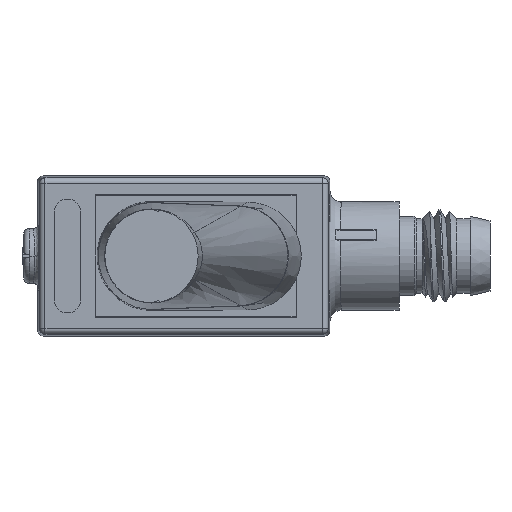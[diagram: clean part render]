
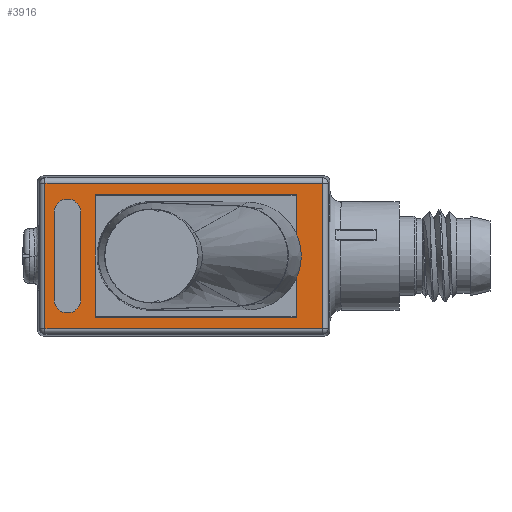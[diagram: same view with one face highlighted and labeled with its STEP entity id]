
A CAD part, left-side view. The second image highlights one B-rep face of the part: STEP entity #3916.
In plain terms, the highlighted planar face has unit normal (-1, 0, 0).
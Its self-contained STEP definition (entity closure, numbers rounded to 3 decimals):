
#204=CARTESIAN_POINT('',(-8.95,-22.5,1.9));
#205=CARTESIAN_POINT('',(-8.95,-22.548,1.792));
#206=CARTESIAN_POINT('',(-8.95,-22.636,1.572));
#207=CARTESIAN_POINT('',(-8.95,-22.743,1.232));
#208=CARTESIAN_POINT('',(-8.95,-22.824,0.884));
#209=CARTESIAN_POINT('',(-8.95,-22.878,0.532));
#210=CARTESIAN_POINT('',(-8.95,-22.905,0.177));
#211=CARTESIAN_POINT('',(-8.95,-22.905,-0.177));
#212=CARTESIAN_POINT('',(-8.95,-22.878,-0.532));
#213=CARTESIAN_POINT('',(-8.95,-22.824,-0.884));
#214=CARTESIAN_POINT('',(-8.95,-22.743,-1.232));
#215=CARTESIAN_POINT('',(-8.95,-22.636,-1.572));
#216=CARTESIAN_POINT('',(-8.95,-22.548,-1.792));
#217=CARTESIAN_POINT('',(-8.95,-22.5,-1.9));
#301=CARTESIAN_POINT('',(-8.95,-2.6,-3.8));
#302=DIRECTION('',(-1.,0.,0.));
#303=DIRECTION('',(0.,1.,0.));
#304=AXIS2_PLACEMENT_3D('',#301,#302,#303);
#306=CARTESIAN_POINT('',(-8.95,-2.6,-3.8));
#307=DIRECTION('',(-1.,0.,0.));
#308=DIRECTION('',(0.,0.,-1.));
#309=AXIS2_PLACEMENT_3D('',#306,#307,#308);
#311=CARTESIAN_POINT('',(-8.95,-2.6,3.8));
#312=DIRECTION('',(-1.,0.,0.));
#313=DIRECTION('',(0.,-1.,0.));
#314=AXIS2_PLACEMENT_3D('',#311,#312,#313);
#316=CARTESIAN_POINT('',(-8.95,-2.6,3.8));
#317=DIRECTION('',(-1.,0.,0.));
#318=DIRECTION('',(0.,0.,1.));
#319=AXIS2_PLACEMENT_3D('',#316,#317,#318);
#321=DIRECTION('',(0.,0.,-1.));
#322=VECTOR('',#321,12.605);
#323=CARTESIAN_POINT('',(-8.95,-0.648,6.302));
#324=LINE('',#323,#322);
#455=DIRECTION('',(0.,-1.,0.));
#456=VECTOR('',#455,24.105);
#457=CARTESIAN_POINT('',(-8.95,-0.648,-6.302));
#458=LINE('',#457,#456);
#478=DIRECTION('',(0.,0.,1.));
#479=VECTOR('',#478,12.605);
#480=CARTESIAN_POINT('',(-8.95,-24.752,-6.302));
#481=LINE('',#480,#479);
#1945=DIRECTION('',(0.,1.,0.));
#1946=VECTOR('',#1945,24.105);
#1947=CARTESIAN_POINT('',(-8.95,-24.752,6.302));
#1948=LINE('',#1947,#1946);
#2880=DIRECTION('',(0.,0.,1.));
#2881=VECTOR('',#2880,7.6);
#2882=CARTESIAN_POINT('',(-8.95,-1.45,-3.8));
#2883=LINE('',#2882,#2881);
#2896=DIRECTION('',(0.,0.,-1.));
#2897=VECTOR('',#2896,7.6);
#2898=CARTESIAN_POINT('',(-8.95,-3.75,3.8));
#2899=LINE('',#2898,#2897);
#2912=DIRECTION('',(0.,0.,-1.));
#2913=VECTOR('',#2912,3.4);
#2914=CARTESIAN_POINT('',(-8.95,-22.5,5.3));
#2915=LINE('',#2914,#2913);
#2956=DIRECTION('',(0.,0.,-1.));
#2957=VECTOR('',#2956,3.4);
#2958=CARTESIAN_POINT('',(-8.95,-22.5,-1.9));
#2959=LINE('',#2958,#2957);
#2968=DIRECTION('',(0.,1.,0.));
#2969=VECTOR('',#2968,17.5);
#2970=CARTESIAN_POINT('',(-8.95,-22.5,-5.3));
#2971=LINE('',#2970,#2969);
#2980=DIRECTION('',(0.,0.,1.));
#2981=VECTOR('',#2980,10.6);
#2982=CARTESIAN_POINT('',(-8.95,-5.,-5.3));
#2983=LINE('',#2982,#2981);
#2992=DIRECTION('',(0.,-1.,0.));
#2993=VECTOR('',#2992,17.5);
#2994=CARTESIAN_POINT('',(-8.95,-5.,5.3));
#2995=LINE('',#2994,#2993);
#3242=CARTESIAN_POINT('',(-8.95,-22.5,-5.3));
#3243=CARTESIAN_POINT('',(-8.95,-5.,-5.3));
#3244=VERTEX_POINT('',#3242);
#3245=VERTEX_POINT('',#3243);
#3246=CARTESIAN_POINT('',(-8.95,-5.,5.3));
#3247=CARTESIAN_POINT('',(-8.95,-22.5,5.3));
#3248=VERTEX_POINT('',#3246);
#3249=VERTEX_POINT('',#3247);
#3250=CARTESIAN_POINT('',(-8.95,-1.45,-3.8));
#3251=CARTESIAN_POINT('',(-8.95,-2.6,-4.95));
#3252=VERTEX_POINT('',#3250);
#3253=VERTEX_POINT('',#3251);
#3254=CARTESIAN_POINT('',(-8.95,-3.75,-3.8));
#3255=VERTEX_POINT('',#3254);
#3256=CARTESIAN_POINT('',(-8.95,-3.75,3.8));
#3257=VERTEX_POINT('',#3256);
#3258=CARTESIAN_POINT('',(-8.95,-2.6,4.95));
#3259=VERTEX_POINT('',#3258);
#3260=CARTESIAN_POINT('',(-8.95,-1.45,3.8));
#3261=VERTEX_POINT('',#3260);
#3262=CARTESIAN_POINT('',(-8.95,-0.648,6.302));
#3263=CARTESIAN_POINT('',(-8.95,-0.648,-6.302));
#3264=VERTEX_POINT('',#3262);
#3265=VERTEX_POINT('',#3263);
#3309=CARTESIAN_POINT('',(-8.95,-24.752,-6.302));
#3310=VERTEX_POINT('',#3309);
#3311=CARTESIAN_POINT('',(-8.95,-24.752,6.302));
#3312=VERTEX_POINT('',#3311);
#3442=VERTEX_POINT('',#204);
#3443=VERTEX_POINT('',#217);
#3874=CARTESIAN_POINT('',(-8.95,-12.7,0.));
#3875=DIRECTION('',(1.,0.,0.));
#3876=DIRECTION('',(0.,0.,1.));
#3877=AXIS2_PLACEMENT_3D('',#3874,#3875,#3876);
#3878=PLANE('',#3877);
#3880=ORIENTED_EDGE('',*,*,#3879,.F.);
#3882=ORIENTED_EDGE('',*,*,#3881,.F.);
#3884=ORIENTED_EDGE('',*,*,#3883,.F.);
#3886=ORIENTED_EDGE('',*,*,#3885,.F.);
#3887=EDGE_LOOP('',(#3880,#3882,#3884,#3886));
#3888=FACE_OUTER_BOUND('',#3887,.F.);
#3890=ORIENTED_EDGE('',*,*,#3889,.T.);
#3892=ORIENTED_EDGE('',*,*,#3891,.T.);
#3894=ORIENTED_EDGE('',*,*,#3893,.F.);
#3896=ORIENTED_EDGE('',*,*,#3895,.T.);
#3898=ORIENTED_EDGE('',*,*,#3897,.T.);
#3900=ORIENTED_EDGE('',*,*,#3899,.F.);
#3901=EDGE_LOOP('',(#3890,#3892,#3894,#3896,#3898,#3900));
#3902=FACE_BOUND('',#3901,.F.);
#3903=ORIENTED_EDGE('',*,*,#3839,.F.);
#3905=ORIENTED_EDGE('',*,*,#3904,.F.);
#3907=ORIENTED_EDGE('',*,*,#3906,.F.);
#3909=ORIENTED_EDGE('',*,*,#3908,.F.);
#3911=ORIENTED_EDGE('',*,*,#3910,.F.);
#3913=ORIENTED_EDGE('',*,*,#3912,.F.);
#3914=EDGE_LOOP('',(#3903,#3905,#3907,#3909,#3911,#3913));
#3915=FACE_BOUND('',#3914,.F.);
#3916=ADVANCED_FACE('',(#3888,#3902,#3915),#3878,.F.);
#218=B_SPLINE_CURVE_WITH_KNOTS('',3,(#204,#205,#206,#207,#208,#209,#210,#211,
#212,#213,#214,#215,#216,#217),.UNSPECIFIED.,.F.,.F.,(4,1,1,1,1,1,1,1,1,1,1,4),(
0.,0.091,0.182,0.273,0.364,
0.455,0.545,0.636,0.727,
0.818,0.909,1.),.UNSPECIFIED.);
#305=CIRCLE('',#304,1.15);
#310=CIRCLE('',#309,1.15);
#315=CIRCLE('',#314,1.15);
#320=CIRCLE('',#319,1.15);
#3839=EDGE_CURVE('',#3442,#3443,#218,.T.);
#3879=EDGE_CURVE('',#3264,#3265,#324,.T.);
#3881=EDGE_CURVE('',#3312,#3264,#1948,.T.);
#3883=EDGE_CURVE('',#3310,#3312,#481,.T.);
#3885=EDGE_CURVE('',#3265,#3310,#458,.T.);
#3889=EDGE_CURVE('',#3252,#3253,#305,.T.);
#3891=EDGE_CURVE('',#3253,#3255,#310,.T.);
#3893=EDGE_CURVE('',#3257,#3255,#2899,.T.);
#3895=EDGE_CURVE('',#3257,#3259,#315,.T.);
#3897=EDGE_CURVE('',#3259,#3261,#320,.T.);
#3899=EDGE_CURVE('',#3252,#3261,#2883,.T.);
#3904=EDGE_CURVE('',#3249,#3442,#2915,.T.);
#3906=EDGE_CURVE('',#3248,#3249,#2995,.T.);
#3908=EDGE_CURVE('',#3245,#3248,#2983,.T.);
#3910=EDGE_CURVE('',#3244,#3245,#2971,.T.);
#3912=EDGE_CURVE('',#3443,#3244,#2959,.T.);
